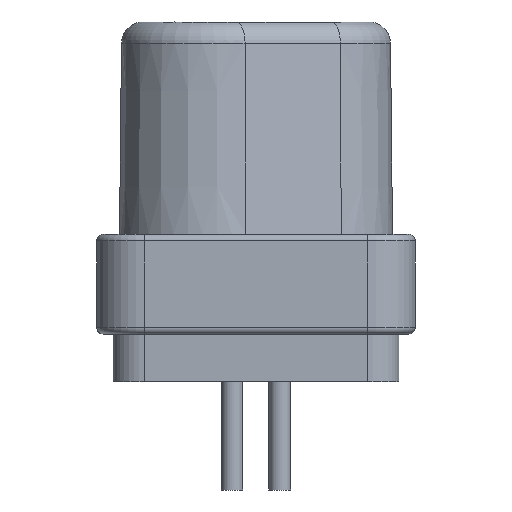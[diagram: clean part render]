
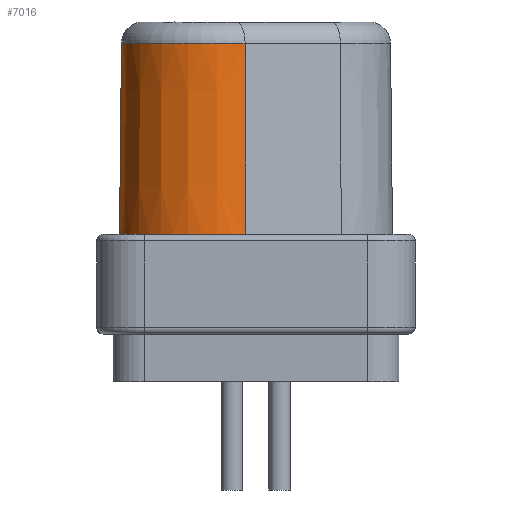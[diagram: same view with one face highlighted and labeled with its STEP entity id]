
A CAD part, left-side view. The second image highlights one B-rep face of the part: STEP entity #7016.
In plain terms, the highlighted conical face has half-angle 0.58 degrees and reference radius 2.05 mm.
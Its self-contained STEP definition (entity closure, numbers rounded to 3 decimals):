
#373 = AXIS2_PLACEMENT_3D ( 'NONE', #1368, #3509, #1223 ) ;
#670 = CIRCLE ( 'NONE', #373, 2.05 ) ;
#676 = ORIENTED_EDGE ( 'NONE', *, *, #1583, .T. ) ;
#743 = VECTOR ( 'NONE', #5665, 1000. ) ;
#1223 = DIRECTION ( 'NONE',  ( -1., 0., 0. ) ) ;
#1368 = CARTESIAN_POINT ( 'NONE',  ( -8.15, -2.575, -4.9 ) ) ;
#1567 = VECTOR ( 'NONE', #1963, 1000. ) ;
#1583 = EDGE_CURVE ( 'NONE', #6949, #4786, #3533, .T. ) ;
#1800 = ORIENTED_EDGE ( 'NONE', *, *, #6742, .F. ) ;
#1963 = DIRECTION ( 'NONE',  ( 0., -0.01, 1. ) ) ;
#2201 = CARTESIAN_POINT ( 'NONE',  ( -10.008, -3.441, -4.9 ) ) ;
#2736 = AXIS2_PLACEMENT_3D ( 'NONE', #2809, #7975, #8690 ) ;
#2767 = CARTESIAN_POINT ( 'NONE',  ( -8.15, -0.525, -4.988 ) ) ;
#2809 = CARTESIAN_POINT ( 'NONE',  ( -8.15, -2.575, -0.495 ) ) ;
#3024 = DIRECTION ( 'NONE',  ( 0., 0., -1. ) ) ;
#3509 = DIRECTION ( 'NONE',  ( 0., 0., -1. ) ) ;
#3533 = LINE ( 'NONE', #7081, #743 ) ;
#3846 = CARTESIAN_POINT ( 'NONE',  ( -8.15, -0.525, -4.9 ) ) ;
#4031 = CARTESIAN_POINT ( 'NONE',  ( -9.967, -3.422, -0.495 ) ) ;
#4237 = CIRCLE ( 'NONE', #2736, 2.005 ) ;
#4603 = VERTEX_POINT ( 'NONE', #3846 ) ;
#4710 = VERTEX_POINT ( 'NONE', #7608 ) ;
#4786 = VERTEX_POINT ( 'NONE', #4031 ) ;
#5186 = FACE_OUTER_BOUND ( 'NONE', #8889, .T. ) ;
#5665 = DIRECTION ( 'NONE',  ( 0.009, 0.004, 1. ) ) ;
#5724 = EDGE_CURVE ( 'NONE', #4786, #4710, #4237, .T. ) ;
#5773 = CONICAL_SURFACE ( 'NONE', #6215, 2.05, 0.01 ) ;
#6215 = AXIS2_PLACEMENT_3D ( 'NONE', #7530, #3024, #8049 ) ;
#6730 = EDGE_CURVE ( 'NONE', #4603, #4710, #9211, .T. ) ;
#6742 = EDGE_CURVE ( 'NONE', #6949, #4603, #670, .T. ) ;
#6949 = VERTEX_POINT ( 'NONE', #2201 ) ;
#7016 = ADVANCED_FACE ( 'NONE', ( #5186 ), #5773, .T. ) ;
#7081 = CARTESIAN_POINT ( 'NONE',  ( -4588.18, -2138.278, -499000. ) ) ;
#7530 = CARTESIAN_POINT ( 'NONE',  ( -8.15, -2.575, -4.9 ) ) ;
#7608 = CARTESIAN_POINT ( 'NONE',  ( -8.15, -0.57, -0.495 ) ) ;
#7975 = DIRECTION ( 'NONE',  ( 0., 0., -1. ) ) ;
#8049 = DIRECTION ( 'NONE',  ( -1., 0., 0. ) ) ;
#8059 = ORIENTED_EDGE ( 'NONE', *, *, #5724, .T. ) ;
#8690 = DIRECTION ( 'NONE',  ( -1., 0., 0. ) ) ;
#8889 = EDGE_LOOP ( 'NONE', ( #8059, #9088, #1800, #676 ) ) ;
#9088 = ORIENTED_EDGE ( 'NONE', *, *, #6730, .F. ) ;
#9211 = LINE ( 'NONE', #2767, #1567 ) ;
